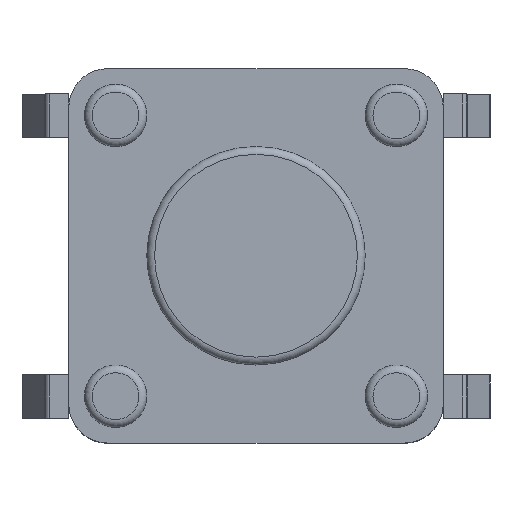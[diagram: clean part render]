
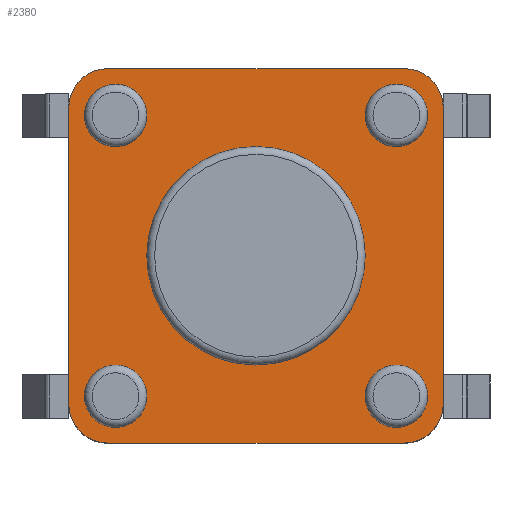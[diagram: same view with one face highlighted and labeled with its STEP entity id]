
A CAD part, top view. The second image highlights one B-rep face of the part: STEP entity #2380.
In plain terms, the highlighted planar face has unit normal (0, 0, 1).
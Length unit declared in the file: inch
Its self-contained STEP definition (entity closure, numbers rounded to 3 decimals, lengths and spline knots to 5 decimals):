
#30=FACE_BOUND('',#382,.T.);
#31=FACE_BOUND('',#383,.T.);
#32=FACE_BOUND('',#384,.T.);
#33=FACE_BOUND('',#385,.T.);
#34=FACE_BOUND('',#386,.T.);
#112=PLANE('',#2657);
#244=FACE_OUTER_BOUND('',#381,.T.);
#381=EDGE_LOOP('',(#2166,#2167,#2168,#2169,#2170,#2171,#2172,#2173));
#382=EDGE_LOOP('',(#2174));
#383=EDGE_LOOP('',(#2175));
#384=EDGE_LOOP('',(#2176));
#385=EDGE_LOOP('',(#2177));
#386=EDGE_LOOP('',(#2178));
#593=LINE('',#4046,#807);
#597=LINE('',#4058,#811);
#601=LINE('',#4070,#815);
#605=LINE('',#4082,#819);
#807=VECTOR('',#3343,0.3937);
#811=VECTOR('',#3355,0.3937);
#815=VECTOR('',#3367,0.3937);
#819=VECTOR('',#3379,0.3937);
#929=CIRCLE('',#2627,0.07);
#931=CIRCLE('',#2630,0.02);
#933=CIRCLE('',#2633,0.02);
#935=CIRCLE('',#2636,0.02);
#937=CIRCLE('',#2639,0.02);
#940=CIRCLE('',#2644,0.025);
#942=CIRCLE('',#2648,0.025);
#944=CIRCLE('',#2652,0.025);
#946=CIRCLE('',#2656,0.025);
#1146=VERTEX_POINT('',#4010);
#1148=VERTEX_POINT('',#4016);
#1150=VERTEX_POINT('',#4022);
#1152=VERTEX_POINT('',#4028);
#1154=VERTEX_POINT('',#4034);
#1158=VERTEX_POINT('',#4043);
#1159=VERTEX_POINT('',#4045);
#1161=VERTEX_POINT('',#4051);
#1163=VERTEX_POINT('',#4057);
#1165=VERTEX_POINT('',#4063);
#1167=VERTEX_POINT('',#4069);
#1169=VERTEX_POINT('',#4075);
#1171=VERTEX_POINT('',#4081);
#1473=EDGE_CURVE('',#1146,#1146,#929,.T.);
#1476=EDGE_CURVE('',#1148,#1148,#931,.T.);
#1479=EDGE_CURVE('',#1150,#1150,#933,.T.);
#1482=EDGE_CURVE('',#1152,#1152,#935,.T.);
#1485=EDGE_CURVE('',#1154,#1154,#937,.T.);
#1490=EDGE_CURVE('',#1159,#1158,#593,.T.);
#1493=EDGE_CURVE('',#1161,#1159,#940,.T.);
#1496=EDGE_CURVE('',#1163,#1161,#597,.T.);
#1499=EDGE_CURVE('',#1165,#1163,#942,.T.);
#1502=EDGE_CURVE('',#1167,#1165,#601,.T.);
#1505=EDGE_CURVE('',#1169,#1167,#944,.T.);
#1508=EDGE_CURVE('',#1171,#1169,#605,.T.);
#1511=EDGE_CURVE('',#1158,#1171,#946,.T.);
#2166=ORIENTED_EDGE('',*,*,#1511,.T.);
#2167=ORIENTED_EDGE('',*,*,#1508,.T.);
#2168=ORIENTED_EDGE('',*,*,#1505,.T.);
#2169=ORIENTED_EDGE('',*,*,#1502,.T.);
#2170=ORIENTED_EDGE('',*,*,#1499,.T.);
#2171=ORIENTED_EDGE('',*,*,#1496,.T.);
#2172=ORIENTED_EDGE('',*,*,#1493,.T.);
#2173=ORIENTED_EDGE('',*,*,#1490,.T.);
#2174=ORIENTED_EDGE('',*,*,#1485,.T.);
#2175=ORIENTED_EDGE('',*,*,#1482,.T.);
#2176=ORIENTED_EDGE('',*,*,#1479,.T.);
#2177=ORIENTED_EDGE('',*,*,#1476,.T.);
#2178=ORIENTED_EDGE('',*,*,#1473,.T.);
#2380=ADVANCED_FACE('',(#244,#30,#31,#32,#33,#34),#112,.T.);
#2627=AXIS2_PLACEMENT_3D('',#4011,#3306,#3307);
#2630=AXIS2_PLACEMENT_3D('',#4017,#3313,#3314);
#2633=AXIS2_PLACEMENT_3D('',#4023,#3320,#3321);
#2636=AXIS2_PLACEMENT_3D('',#4029,#3327,#3328);
#2639=AXIS2_PLACEMENT_3D('',#4035,#3334,#3335);
#2644=AXIS2_PLACEMENT_3D('',#4052,#3349,#3350);
#2648=AXIS2_PLACEMENT_3D('',#4064,#3361,#3362);
#2652=AXIS2_PLACEMENT_3D('',#4076,#3373,#3374);
#2656=AXIS2_PLACEMENT_3D('',#4086,#3385,#3386);
#2657=AXIS2_PLACEMENT_3D('',#4087,#3387,#3388);
#3306=DIRECTION('center_axis',(0.,0.,-1.));
#3307=DIRECTION('ref_axis',(-1.,0.,0.));
#3313=DIRECTION('center_axis',(0.,0.,-1.));
#3314=DIRECTION('ref_axis',(-1.,0.,0.));
#3320=DIRECTION('center_axis',(0.,0.,-1.));
#3321=DIRECTION('ref_axis',(-1.,0.,0.));
#3327=DIRECTION('center_axis',(0.,0.,-1.));
#3328=DIRECTION('ref_axis',(-1.,0.,0.));
#3334=DIRECTION('center_axis',(0.,0.,-1.));
#3335=DIRECTION('ref_axis',(-1.,0.,0.));
#3343=DIRECTION('',(-1.,0.,0.));
#3349=DIRECTION('center_axis',(0.,0.,1.));
#3350=DIRECTION('ref_axis',(1.,0.,0.));
#3355=DIRECTION('',(0.,1.,0.));
#3361=DIRECTION('center_axis',(0.,0.,1.));
#3362=DIRECTION('ref_axis',(0.,-1.,0.));
#3367=DIRECTION('',(1.,0.,0.));
#3373=DIRECTION('center_axis',(0.,0.,1.));
#3374=DIRECTION('ref_axis',(-1.,0.,0.));
#3379=DIRECTION('',(0.,-1.,0.));
#3385=DIRECTION('center_axis',(0.,0.,1.));
#3386=DIRECTION('ref_axis',(0.,1.,0.));
#3387=DIRECTION('center_axis',(0.,0.,1.));
#3388=DIRECTION('ref_axis',(-1.,0.,0.));
#4010=CARTESIAN_POINT('',(0.07,0.,0.12));
#4011=CARTESIAN_POINT('Origin',(0.,0.,0.12));
#4016=CARTESIAN_POINT('',(-0.07,-0.09,0.12));
#4017=CARTESIAN_POINT('Origin',(-0.09,-0.09,
0.12));
#4022=CARTESIAN_POINT('',(0.11,0.09,0.12));
#4023=CARTESIAN_POINT('Origin',(0.09,0.09,0.12));
#4028=CARTESIAN_POINT('',(0.11,-0.09,0.12));
#4029=CARTESIAN_POINT('Origin',(0.09,-0.09,
0.12));
#4034=CARTESIAN_POINT('',(-0.07,0.09,0.12));
#4035=CARTESIAN_POINT('Origin',(-0.09,0.09,
0.12));
#4043=CARTESIAN_POINT('',(-0.095,0.12,0.12));
#4045=CARTESIAN_POINT('',(0.095,0.12,0.12));
#4046=CARTESIAN_POINT('',(-0.095,0.12,0.12));
#4051=CARTESIAN_POINT('',(0.12,0.095,0.12));
#4052=CARTESIAN_POINT('Origin',(0.095,0.095,0.12));
#4057=CARTESIAN_POINT('',(0.12,-0.095,0.12));
#4058=CARTESIAN_POINT('',(0.12,0.095,0.12));
#4063=CARTESIAN_POINT('',(0.095,-0.12,0.12));
#4064=CARTESIAN_POINT('Origin',(0.095,-0.095,
0.12));
#4069=CARTESIAN_POINT('',(-0.095,-0.12,0.12));
#4070=CARTESIAN_POINT('',(0.095,-0.12,0.12));
#4075=CARTESIAN_POINT('',(-0.12,-0.095,0.12));
#4076=CARTESIAN_POINT('Origin',(-0.095,-0.095,
0.12));
#4081=CARTESIAN_POINT('',(-0.12,0.095,0.12));
#4082=CARTESIAN_POINT('',(-0.12,-0.095,0.12));
#4086=CARTESIAN_POINT('Origin',(-0.095,0.095,
0.12));
#4087=CARTESIAN_POINT('Origin',(0.,0.,0.12));
